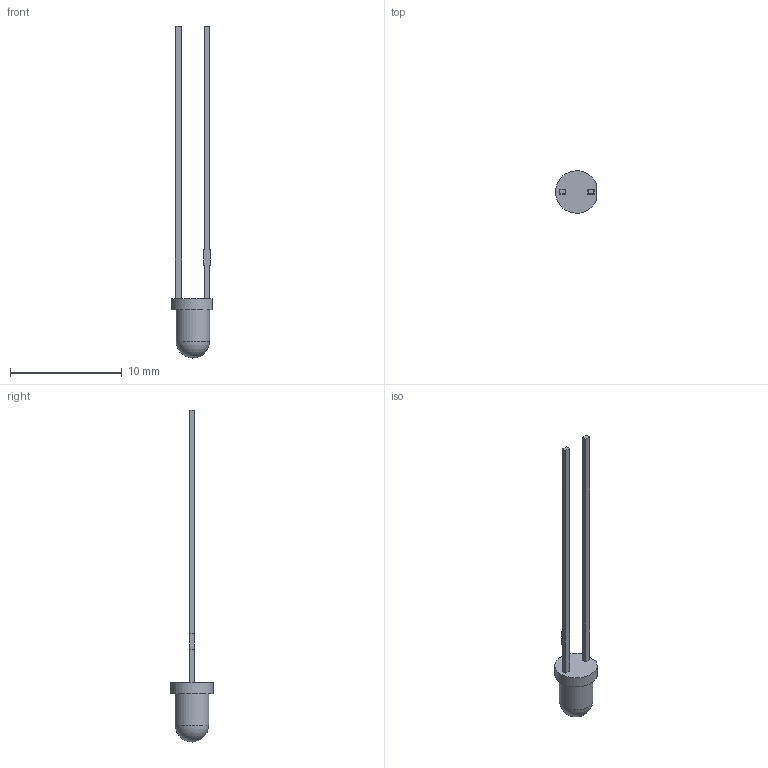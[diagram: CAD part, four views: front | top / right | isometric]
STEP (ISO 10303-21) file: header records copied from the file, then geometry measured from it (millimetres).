
FILE_DESCRIPTION(/* description */ (''),/* implementation_level */ '2;1');
FILE_NAME(/* name */ '3MMLED-YELLOW v1.step',/* time_stamp */ '2019-03-10T07:55:14+00:00',/* author */ ('adamshortuk'),/* organization */ (''),/* preprocessor_version */ 'ST-DEVELOPER v17.2',/* originating_system */ 'Autodesk Translation Framework v7.6.0.251',/* authorisation */ '');
FILE_SCHEMA (('AUTOMOTIVE_DESIGN { 1 0 10303 214 3 1 1 }'));
Length unit declared in the file: millimetre
Products named in the file (1): 3MMLED-YELLOW
Bounding box: 3.65 x 3.8 x 29.7 mm (x, y, z)
Volume: 47.9 mm3; surface area: 156.3 mm2
Topology: 1 solids, 1 shells, 32 faces, 85 edges, 57 vertices
Faces by surface type: plane 29, cylinder 2, sphere 1
Full cylindrical faces by diameter (mm): 3 x1
Entity records: 1025 total; most frequent: CARTESIAN_POINT 174, ORIENTED_EDGE 168, DIRECTION 157, EDGE_CURVE 84, LINE 77, VECTOR 77, VERTEX_POINT 57, AXIS2_PLACEMENT_3D 40
